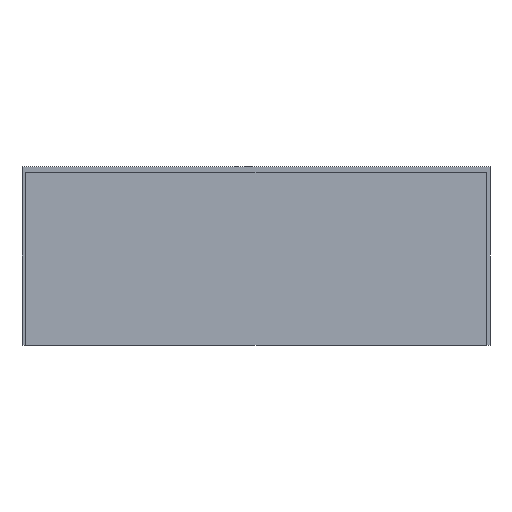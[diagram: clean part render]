
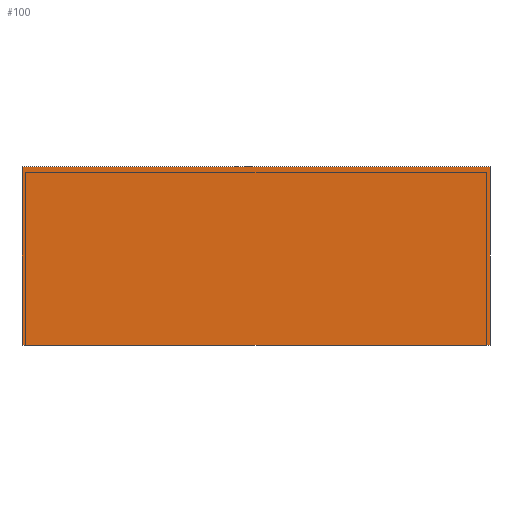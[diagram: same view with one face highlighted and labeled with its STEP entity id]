
A CAD part, front view. The second image highlights one B-rep face of the part: STEP entity #100.
In plain terms, the highlighted planar face has unit normal (0, -1, 0).
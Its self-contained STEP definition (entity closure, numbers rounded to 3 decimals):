
#100 = ADVANCED_FACE( '', ( #171 ), #172, .F. );
#171 = FACE_OUTER_BOUND( '', #221, .T. );
#172 = PLANE( '', #222 );
#221 = EDGE_LOOP( '', ( #314, #315, #316, #317 ) );
#222 = AXIS2_PLACEMENT_3D( '', #318, #319, #320 );
#314 = ORIENTED_EDGE( '', *, *, #354, .F. );
#315 = ORIENTED_EDGE( '', *, *, #356, .F. );
#316 = ORIENTED_EDGE( '', *, *, #330, .F. );
#317 = ORIENTED_EDGE( '', *, *, #335, .F. );
#318 = CARTESIAN_POINT( '', ( 6.45, -500.1, -2.465 ) );
#319 = DIRECTION( '', ( 0., 1., 0. ) );
#320 = DIRECTION( '', ( 0., 0., 1. ) );
#330 = EDGE_CURVE( '', #371, #373, #374, .T. );
#335 = EDGE_CURVE( '', #379, #371, #381, .T. );
#354 = EDGE_CURVE( '', #404, #379, #406, .T. );
#356 = EDGE_CURVE( '', #373, #404, #408, .T. );
#371 = VERTEX_POINT( '', #428 );
#373 = VERTEX_POINT( '', #431 );
#374 = LINE( '', #432, #433 );
#379 = VERTEX_POINT( '', #440 );
#381 = LINE( '', #443, #444 );
#404 = VERTEX_POINT( '', #477 );
#406 = LINE( '', #480, #481 );
#408 = LINE( '', #483, #484 );
#428 = CARTESIAN_POINT( '', ( -6.45, -500.1, -2.465 ) );
#431 = CARTESIAN_POINT( '', ( -6.45, -500.1, 2.465 ) );
#432 = CARTESIAN_POINT( '', ( -6.45, -500.1, -2.465 ) );
#433 = VECTOR( '', #492, 1000. );
#440 = CARTESIAN_POINT( '', ( 6.45, -500.1, -2.465 ) );
#443 = CARTESIAN_POINT( '', ( 6.45, -500.1, -2.465 ) );
#444 = VECTOR( '', #496, 1000. );
#477 = CARTESIAN_POINT( '', ( 6.45, -500.1, 2.465 ) );
#480 = CARTESIAN_POINT( '', ( 6.45, -500.1, 2.465 ) );
#481 = VECTOR( '', #508, 1000. );
#483 = CARTESIAN_POINT( '', ( -6.45, -500.1, 2.465 ) );
#484 = VECTOR( '', #509, 1000. );
#492 = DIRECTION( '', ( 0., 0., 1. ) );
#496 = DIRECTION( '', ( -1., 0., 0. ) );
#508 = DIRECTION( '', ( 0., 0., -1. ) );
#509 = DIRECTION( '', ( 1., 0., 0. ) );
